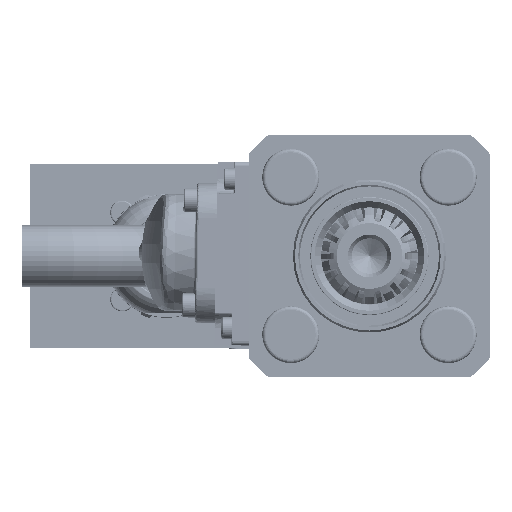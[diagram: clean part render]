
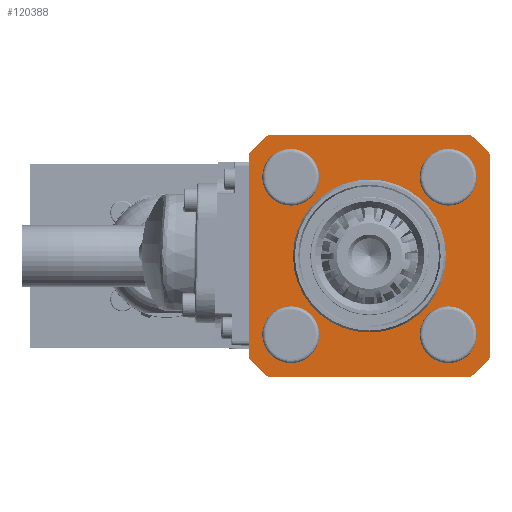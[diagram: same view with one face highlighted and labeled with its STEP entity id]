
A CAD part, left-side view. The second image highlights one B-rep face of the part: STEP entity #120388.
In plain terms, the highlighted planar face has unit normal (-1, 0, 0).
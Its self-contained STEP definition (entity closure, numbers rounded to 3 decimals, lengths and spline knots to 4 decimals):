
#3428=FACE_BOUND('',#35208,.T.);
#3429=FACE_BOUND('',#35209,.T.);
#3430=FACE_BOUND('',#35210,.T.);
#3431=FACE_BOUND('',#35211,.T.);
#3432=FACE_BOUND('',#35212,.T.);
#4269=PLANE('',#127968);
#8996=LINE('',#178927,#18380);
#9000=LINE('',#178939,#18384);
#9004=LINE('',#178951,#18388);
#9010=LINE('',#178970,#18394);
#18380=VECTOR('',#143107,4.6465);
#18384=VECTOR('',#143119,4.6465);
#18388=VECTOR('',#143131,4.6465);
#18394=VECTOR('',#143153,4.6465);
#28876=FACE_OUTER_BOUND('',#35207,.T.);
#35207=EDGE_LOOP('',(#81658,#81659,#81660,#81661,#81662,#81663,#81664,#81665));
#35208=EDGE_LOOP('',(#81666,#81667));
#35209=EDGE_LOOP('',(#81668));
#35210=EDGE_LOOP('',(#81669));
#35211=EDGE_LOOP('',(#81670,#81671));
#35212=EDGE_LOOP('',(#81672));
#42107=CIRCLE('',#127314,0.4688);
#42119=CIRCLE('',#127339,0.4688);
#42131=CIRCLE('',#127364,0.4688);
#42137=CIRCLE('',#127375,1.745);
#42138=CIRCLE('',#127376,1.745);
#42517=CIRCLE('',#127953,3.6);
#42519=CIRCLE('',#127957,3.6);
#42522=CIRCLE('',#127962,3.6);
#42524=CIRCLE('',#127966,3.6);
#42525=CIRCLE('',#127969,0.4688);
#42526=CIRCLE('',#127970,0.4688);
#48496=VERTEX_POINT('',#177555);
#48519=VERTEX_POINT('',#177624);
#48542=VERTEX_POINT('',#177693);
#48549=VERTEX_POINT('',#177714);
#48550=VERTEX_POINT('',#177716);
#48997=VERTEX_POINT('',#178923);
#48999=VERTEX_POINT('',#178926);
#49001=VERTEX_POINT('',#178932);
#49003=VERTEX_POINT('',#178938);
#49005=VERTEX_POINT('',#178944);
#49007=VERTEX_POINT('',#178950);
#49009=VERTEX_POINT('',#178956);
#49012=VERTEX_POINT('',#178966);
#49013=VERTEX_POINT('',#178972);
#49014=VERTEX_POINT('',#178973);
#61030=EDGE_CURVE('',#48496,#48496,#42107,.T.);
#61063=EDGE_CURVE('',#48519,#48519,#42119,.T.);
#61096=EDGE_CURVE('',#48542,#48542,#42131,.T.);
#61105=EDGE_CURVE('',#48549,#48550,#42137,.T.);
#61106=EDGE_CURVE('',#48550,#48549,#42138,.T.);
#61705=EDGE_CURVE('',#48997,#48999,#8996,.T.);
#61708=EDGE_CURVE('',#48999,#49001,#42517,.T.);
#61711=EDGE_CURVE('',#49001,#49003,#9000,.T.);
#61714=EDGE_CURVE('',#49003,#49005,#42519,.T.);
#61717=EDGE_CURVE('',#49005,#49007,#9004,.T.);
#61722=EDGE_CURVE('',#49007,#49009,#42522,.T.);
#61726=EDGE_CURVE('',#49012,#48997,#42524,.T.);
#61727=EDGE_CURVE('',#49009,#49012,#9010,.T.);
#61728=EDGE_CURVE('',#49013,#49014,#42525,.T.);
#61729=EDGE_CURVE('',#49014,#49013,#42526,.T.);
#81658=ORIENTED_EDGE('',*,*,#61727,.F.);
#81659=ORIENTED_EDGE('',*,*,#61722,.F.);
#81660=ORIENTED_EDGE('',*,*,#61717,.F.);
#81661=ORIENTED_EDGE('',*,*,#61714,.F.);
#81662=ORIENTED_EDGE('',*,*,#61711,.F.);
#81663=ORIENTED_EDGE('',*,*,#61708,.F.);
#81664=ORIENTED_EDGE('',*,*,#61705,.F.);
#81665=ORIENTED_EDGE('',*,*,#61726,.F.);
#81666=ORIENTED_EDGE('',*,*,#61106,.F.);
#81667=ORIENTED_EDGE('',*,*,#61105,.F.);
#81668=ORIENTED_EDGE('',*,*,#61096,.F.);
#81669=ORIENTED_EDGE('',*,*,#61063,.T.);
#81670=ORIENTED_EDGE('',*,*,#61728,.T.);
#81671=ORIENTED_EDGE('',*,*,#61729,.T.);
#81672=ORIENTED_EDGE('',*,*,#61030,.F.);
#120388=ADVANCED_FACE('',(#28876,#3428,#3429,#3430,#3431,#3432),#4269,.T.);
#127314=AXIS2_PLACEMENT_3D('',#177557,#141602,#141603);
#127339=AXIS2_PLACEMENT_3D('',#177626,#141673,#141674);
#127364=AXIS2_PLACEMENT_3D('',#177695,#141744,#141745);
#127375=AXIS2_PLACEMENT_3D('',#177717,#141769,#141770);
#127376=AXIS2_PLACEMENT_3D('',#177718,#141771,#141772);
#127953=AXIS2_PLACEMENT_3D('',#178933,#143112,#143113);
#127957=AXIS2_PLACEMENT_3D('',#178945,#143124,#143125);
#127962=AXIS2_PLACEMENT_3D('',#178960,#143139,#143140);
#127966=AXIS2_PLACEMENT_3D('',#178968,#143149,#143150);
#127968=AXIS2_PLACEMENT_3D('',#178971,#143154,#143155);
#127969=AXIS2_PLACEMENT_3D('',#178974,#143156,#143157);
#127970=AXIS2_PLACEMENT_3D('',#178975,#143158,#143159);
#141602=DIRECTION('center_axis',(-1.,0.,0.));
#141603=DIRECTION('ref_axis',(0.,-1.,0.));
#141673=DIRECTION('center_axis',(1.,0.,0.));
#141674=DIRECTION('ref_axis',(0.,1.,0.));
#141744=DIRECTION('center_axis',(-1.,0.,0.));
#141745=DIRECTION('ref_axis',(0.,1.,0.));
#141769=DIRECTION('center_axis',(-1.,0.,0.));
#141770=DIRECTION('ref_axis',(0.,1.,0.));
#141771=DIRECTION('center_axis',(-1.,0.,0.));
#141772=DIRECTION('ref_axis',(0.,1.,0.));
#143107=DIRECTION('',(0.,-1.,0.));
#143112=DIRECTION('center_axis',(1.,0.,0.));
#143113=DIRECTION('ref_axis',(0.,-0.645,0.764));
#143119=DIRECTION('',(0.,0.,-1.));
#143124=DIRECTION('center_axis',(1.,0.,0.));
#143125=DIRECTION('ref_axis',(0.,-0.764,-0.645));
#143131=DIRECTION('',(0.,1.,0.));
#143139=DIRECTION('center_axis',(1.,0.,0.));
#143140=DIRECTION('ref_axis',(0.,0.645,-0.764));
#143149=DIRECTION('center_axis',(1.,0.,0.));
#143150=DIRECTION('ref_axis',(0.,0.764,0.645));
#143153=DIRECTION('',(0.,0.,1.));
#143154=DIRECTION('center_axis',(-1.,0.,0.));
#143155=DIRECTION('ref_axis',(0.,1.,0.));
#143156=DIRECTION('center_axis',(1.,0.,0.));
#143157=DIRECTION('ref_axis',(0.,1.,0.));
#143158=DIRECTION('center_axis',(1.,0.,0.));
#143159=DIRECTION('ref_axis',(0.,1.,0.));
#177555=CARTESIAN_POINT('',(2.4,2.2648,1.7961));
#177557=CARTESIAN_POINT('Origin',(2.4,1.7961,1.7961));
#177624=CARTESIAN_POINT('',(2.4,-1.3273,1.7961));
#177626=CARTESIAN_POINT('Origin',(2.4,-1.7961,1.7961));
#177693=CARTESIAN_POINT('',(2.4,-2.2648,-1.7961));
#177695=CARTESIAN_POINT('Origin',(2.4,-1.7961,-1.7961));
#177714=CARTESIAN_POINT('',(2.4,-1.745,0.));
#177716=CARTESIAN_POINT('',(2.4,1.745,0.));
#177717=CARTESIAN_POINT('Origin',(2.4,0.,0.));
#177718=CARTESIAN_POINT('Origin',(2.4,0.,0.));
#178923=CARTESIAN_POINT('',(2.4,2.3233,2.75));
#178926=CARTESIAN_POINT('',(2.4,-2.3233,2.75));
#178927=CARTESIAN_POINT('',(2.4,2.3233,2.75));
#178932=CARTESIAN_POINT('',(2.4,-2.75,2.3233));
#178933=CARTESIAN_POINT('Origin',(2.4,0.,0.));
#178938=CARTESIAN_POINT('',(2.4,-2.75,-2.3233));
#178939=CARTESIAN_POINT('',(2.4,-2.75,2.3233));
#178944=CARTESIAN_POINT('',(2.4,-2.3233,-2.75));
#178945=CARTESIAN_POINT('Origin',(2.4,0.,0.));
#178950=CARTESIAN_POINT('',(2.4,2.3233,-2.75));
#178951=CARTESIAN_POINT('',(2.4,-2.3233,-2.75));
#178956=CARTESIAN_POINT('',(2.4,2.75,-2.3233));
#178960=CARTESIAN_POINT('Origin',(2.4,0.,0.));
#178966=CARTESIAN_POINT('',(2.4,2.75,2.3233));
#178968=CARTESIAN_POINT('Origin',(2.4,0.,0.));
#178970=CARTESIAN_POINT('',(2.4,2.75,-2.3233));
#178971=CARTESIAN_POINT('Origin',(2.4,0.,0.));
#178972=CARTESIAN_POINT('',(2.4,2.2648,-1.7961));
#178973=CARTESIAN_POINT('',(2.4,1.3273,-1.7961));
#178974=CARTESIAN_POINT('Origin',(2.4,1.7961,-1.7961));
#178975=CARTESIAN_POINT('Origin',(2.4,1.7961,-1.7961));
